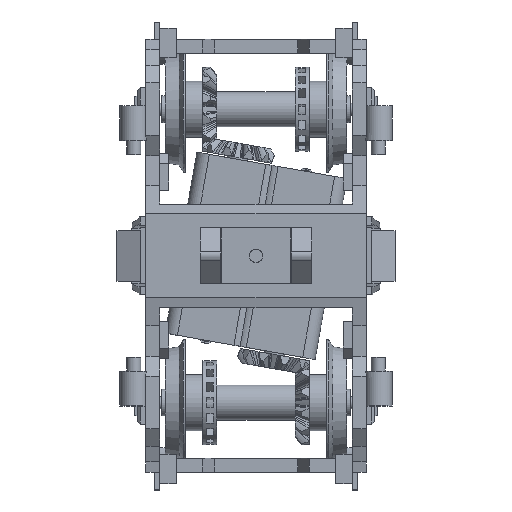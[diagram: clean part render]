
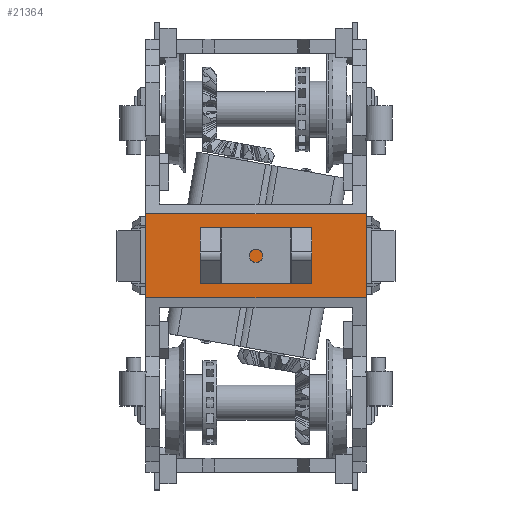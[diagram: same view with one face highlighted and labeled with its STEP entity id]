
A CAD part, top view. The second image highlights one B-rep face of the part: STEP entity #21364.
In plain terms, the highlighted planar face has unit normal (0, 0, 1).
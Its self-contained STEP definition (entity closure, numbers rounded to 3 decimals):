
#1238=FACE_BOUND('',#4047,.T.);
#1239=FACE_BOUND('',#4048,.T.);
#1894=PLANE('',#23177);
#2826=FACE_OUTER_BOUND('',#4046,.T.);
#4046=EDGE_LOOP('',(#18463,#18464,#18465,#18466));
#4047=EDGE_LOOP('',(#18467,#18468,#18469,#18470));
#4048=EDGE_LOOP('',(#18471,#18472,#18473,#18474));
#5067=LINE('',#32981,#7169);
#5070=LINE('',#32987,#7172);
#5072=LINE('',#32991,#7174);
#5075=LINE('',#32996,#7177);
#5077=LINE('',#33000,#7179);
#5078=LINE('',#33003,#7180);
#5080=LINE('',#33006,#7182);
#5081=LINE('',#33008,#7183);
#5599=LINE('',#34105,#7701);
#5877=LINE('',#34691,#7979);
#6146=LINE('',#35260,#8248);
#6148=LINE('',#35263,#8250);
#7169=VECTOR('',#25554,10.);
#7172=VECTOR('',#25559,10.);
#7174=VECTOR('',#25563,10.);
#7177=VECTOR('',#25568,10.);
#7179=VECTOR('',#25572,10.);
#7180=VECTOR('',#25575,10.);
#7182=VECTOR('',#25579,10.);
#7183=VECTOR('',#25582,10.);
#7701=VECTOR('',#26532,10.);
#7979=VECTOR('',#27066,10.);
#8248=VECTOR('',#27577,10.);
#8250=VECTOR('',#27581,10.);
#9961=VERTEX_POINT('',#32978);
#9962=VERTEX_POINT('',#32980);
#9963=VERTEX_POINT('',#32984);
#9964=VERTEX_POINT('',#32986);
#9965=VERTEX_POINT('',#32990);
#9966=VERTEX_POINT('',#32994);
#9967=VERTEX_POINT('',#32998);
#9968=VERTEX_POINT('',#33002);
#10330=VERTEX_POINT('',#34102);
#10331=VERTEX_POINT('',#34104);
#10511=VERTEX_POINT('',#34689);
#10690=VERTEX_POINT('',#35258);
#12271=EDGE_CURVE('',#9962,#9961,#5067,.T.);
#12274=EDGE_CURVE('',#9964,#9963,#5070,.T.);
#12276=EDGE_CURVE('',#9965,#9962,#5072,.T.);
#12279=EDGE_CURVE('',#9963,#9966,#5075,.T.);
#12281=EDGE_CURVE('',#9961,#9967,#5077,.T.);
#12282=EDGE_CURVE('',#9968,#9964,#5078,.T.);
#12284=EDGE_CURVE('',#9967,#9965,#5080,.T.);
#12285=EDGE_CURVE('',#9966,#9968,#5081,.T.);
#12837=EDGE_CURVE('',#10330,#10331,#5599,.T.);
#13132=EDGE_CURVE('',#10330,#10511,#5877,.T.);
#13418=EDGE_CURVE('',#10511,#10690,#6146,.T.);
#13420=EDGE_CURVE('',#10690,#10331,#6148,.T.);
#18463=ORIENTED_EDGE('',*,*,#13418,.T.);
#18464=ORIENTED_EDGE('',*,*,#13420,.T.);
#18465=ORIENTED_EDGE('',*,*,#12837,.F.);
#18466=ORIENTED_EDGE('',*,*,#13132,.T.);
#18467=ORIENTED_EDGE('',*,*,#12279,.T.);
#18468=ORIENTED_EDGE('',*,*,#12285,.T.);
#18469=ORIENTED_EDGE('',*,*,#12282,.T.);
#18470=ORIENTED_EDGE('',*,*,#12274,.T.);
#18471=ORIENTED_EDGE('',*,*,#12271,.T.);
#18472=ORIENTED_EDGE('',*,*,#12281,.T.);
#18473=ORIENTED_EDGE('',*,*,#12284,.T.);
#18474=ORIENTED_EDGE('',*,*,#12276,.T.);
#21364=ADVANCED_FACE('',(#2826,#1238,#1239),#1894,.T.);
#23177=AXIS2_PLACEMENT_3D('',#35262,#27579,#27580);
#25554=DIRECTION('',(0.,-1.,0.));
#25559=DIRECTION('',(0.,1.,0.));
#25563=DIRECTION('',(1.,0.,0.));
#25568=DIRECTION('',(1.,0.,0.));
#25572=DIRECTION('',(-1.,0.,0.));
#25575=DIRECTION('',(-1.,0.,0.));
#25579=DIRECTION('',(0.,1.,0.));
#25582=DIRECTION('',(0.,-1.,0.));
#26532=DIRECTION('',(1.,0.,0.));
#27066=DIRECTION('',(0.,-1.,0.));
#27577=DIRECTION('',(1.,0.,0.));
#27579=DIRECTION('center_axis',(0.,0.,1.));
#27580=DIRECTION('ref_axis',(0.,-1.,0.));
#27581=DIRECTION('',(0.,1.,0.));
#32978=CARTESIAN_POINT('',(-5.1,-4.,8.7));
#32980=CARTESIAN_POINT('',(-5.1,4.,8.7));
#32981=CARTESIAN_POINT('',(-5.1,-6.,8.7));
#32984=CARTESIAN_POINT('',(5.1,4.,8.7));
#32986=CARTESIAN_POINT('',(5.1,-4.,8.7));
#32987=CARTESIAN_POINT('',(5.1,-6.,8.7));
#32990=CARTESIAN_POINT('',(-8.,4.,8.7));
#32991=CARTESIAN_POINT('',(6.9,4.,8.7));
#32994=CARTESIAN_POINT('',(8.,4.,8.7));
#32996=CARTESIAN_POINT('',(6.9,4.,8.7));
#32998=CARTESIAN_POINT('',(-8.,-4.,8.7));
#33000=CARTESIAN_POINT('',(6.9,-4.,8.7));
#33002=CARTESIAN_POINT('',(8.,-4.,8.7));
#33003=CARTESIAN_POINT('',(6.9,-4.,8.7));
#33006=CARTESIAN_POINT('',(-8.,0.,8.7));
#33008=CARTESIAN_POINT('',(8.,0.,8.7));
#34102=CARTESIAN_POINT('',(-15.8,6.,8.7));
#34104=CARTESIAN_POINT('',(15.8,6.,8.7));
#34105=CARTESIAN_POINT('',(13.8,6.,8.7));
#34689=CARTESIAN_POINT('',(-15.8,-6.,8.7));
#34691=CARTESIAN_POINT('',(-15.8,-6.,8.7));
#35258=CARTESIAN_POINT('',(15.8,-6.,8.7));
#35260=CARTESIAN_POINT('',(13.8,-6.,8.7));
#35262=CARTESIAN_POINT('Origin',(13.8,0.,8.7));
#35263=CARTESIAN_POINT('',(15.8,6.,8.7));
